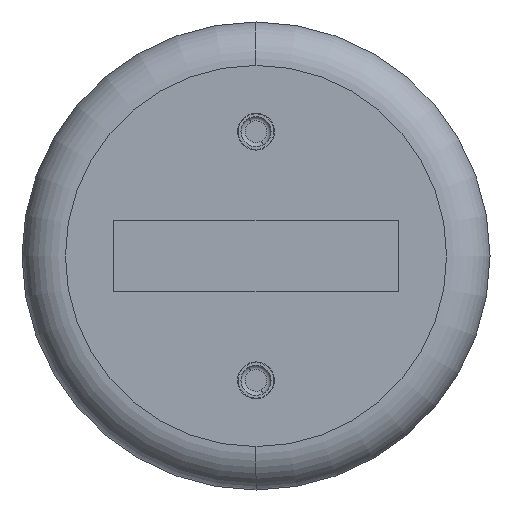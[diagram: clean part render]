
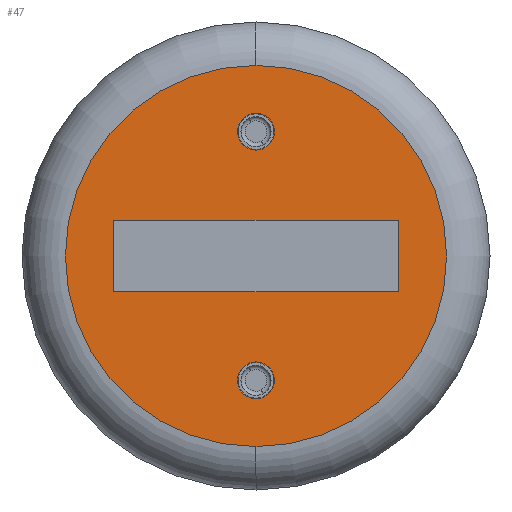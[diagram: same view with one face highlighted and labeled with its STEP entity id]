
A CAD part, left-side view. The second image highlights one B-rep face of the part: STEP entity #47.
In plain terms, the highlighted planar face has unit normal (-1, 0, 0).
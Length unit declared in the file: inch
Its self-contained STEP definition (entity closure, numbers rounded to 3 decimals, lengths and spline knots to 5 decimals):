
#22 = DIRECTION ( 'NONE',  ( 0., 0., -1. ) ) ;
#47 = ADVANCED_FACE ( 'NONE', ( #2552, #3732, #354 ), #4361, .F. ) ;
#284 = EDGE_CURVE ( 'NONE', #1889, #879, #1148, .T. ) ;
#320 = EDGE_CURVE ( 'NONE', #4446, #2682, #3990, .T. ) ;
#354 = FACE_OUTER_BOUND ( 'NONE', #4622, .T. ) ;
#368 = CARTESIAN_POINT ( 'NONE',  ( -0.8515, 0., -0.67032 ) ) ;
#595 = DIRECTION ( 'NONE',  ( 0., 0., -1. ) ) ;
#879 = VERTEX_POINT ( 'NONE', #5653 ) ;
#907 = EDGE_CURVE ( 'NONE', #879, #1889, #5447, .T. ) ;
#1036 = VERTEX_POINT ( 'NONE', #4004 ) ;
#1058 = ORIENTED_EDGE ( 'NONE', *, *, #320, .F. ) ;
#1148 = CIRCLE ( 'NONE', #2571, 0.0625 ) ;
#1200 = DIRECTION ( 'NONE',  ( 0., 0., 1. ) ) ;
#1328 = CARTESIAN_POINT ( 'NONE',  ( -0.8515, 0., 0. ) ) ;
#1333 = CIRCLE ( 'NONE', #2018, 0.0625 ) ;
#1643 = ORIENTED_EDGE ( 'NONE', *, *, #284, .F. ) ;
#1662 = ORIENTED_EDGE ( 'NONE', *, *, #4151, .F. ) ;
#1797 = DIRECTION ( 'NONE',  ( -1., 0., 0. ) ) ;
#1889 = VERTEX_POINT ( 'NONE', #3520 ) ;
#1915 = CARTESIAN_POINT ( 'NONE',  ( -0.8515, 0., 0. ) ) ;
#1957 = DIRECTION ( 'NONE',  ( 0., 0., 1. ) ) ;
#2018 = AXIS2_PLACEMENT_3D ( 'NONE', #4027, #5320, #5332 ) ;
#2090 = DIRECTION ( 'NONE',  ( -1., 0., 0. ) ) ;
#2123 = ORIENTED_EDGE ( 'NONE', *, *, #4728, .F. ) ;
#2162 = EDGE_LOOP ( 'NONE', ( #1662, #2123 ) ) ;
#2325 = CARTESIAN_POINT ( 'NONE',  ( -0.8515, 0., 0.5 ) ) ;
#2326 = ORIENTED_EDGE ( 'NONE', *, *, #5128, .F. ) ;
#2539 = CARTESIAN_POINT ( 'NONE',  ( -0.8515, 0., -0.4375 ) ) ;
#2552 = FACE_BOUND ( 'NONE', #5295, .T. ) ;
#2571 = AXIS2_PLACEMENT_3D ( 'NONE', #2539, #2090, #1200 ) ;
#2682 = VERTEX_POINT ( 'NONE', #368 ) ;
#3218 = VERTEX_POINT ( 'NONE', #2325 ) ;
#3258 = DIRECTION ( 'NONE',  ( -1., 0., 0. ) ) ;
#3520 = CARTESIAN_POINT ( 'NONE',  ( -0.8515, 0., -0.375 ) ) ;
#3732 = FACE_BOUND ( 'NONE', #2162, .T. ) ;
#3990 = CIRCLE ( 'NONE', #5097, 0.67032 ) ;
#4004 = CARTESIAN_POINT ( 'NONE',  ( -0.8515, 0., 0.375 ) ) ;
#4027 = CARTESIAN_POINT ( 'NONE',  ( -0.8515, 0., 0.4375 ) ) ;
#4151 = EDGE_CURVE ( 'NONE', #3218, #1036, #1333, .T. ) ;
#4361 = PLANE ( 'NONE',  #4371 ) ;
#4371 = AXIS2_PLACEMENT_3D ( 'NONE', #5101, #5490, #4614 ) ;
#4445 = CIRCLE ( 'NONE', #4451, 0.0625 ) ;
#4446 = VERTEX_POINT ( 'NONE', #4721 ) ;
#4451 = AXIS2_PLACEMENT_3D ( 'NONE', #5491, #3258, #1957 ) ;
#4457 = DIRECTION ( 'NONE',  ( 0., 0., 1. ) ) ;
#4596 = ORIENTED_EDGE ( 'NONE', *, *, #907, .F. ) ;
#4603 = CIRCLE ( 'NONE', #5678, 0.67032 ) ;
#4614 = DIRECTION ( 'NONE',  ( 0., 0., -1. ) ) ;
#4622 = EDGE_LOOP ( 'NONE', ( #2326, #1058 ) ) ;
#4721 = CARTESIAN_POINT ( 'NONE',  ( -0.8515, 0., 0.67032 ) ) ;
#4728 = EDGE_CURVE ( 'NONE', #1036, #3218, #4445, .T. ) ;
#5097 = AXIS2_PLACEMENT_3D ( 'NONE', #1915, #5412, #595 ) ;
#5101 = CARTESIAN_POINT ( 'NONE',  ( -0.8515, 0., 0. ) ) ;
#5128 = EDGE_CURVE ( 'NONE', #2682, #4446, #4603, .T. ) ;
#5295 = EDGE_LOOP ( 'NONE', ( #1643, #4596 ) ) ;
#5318 = CARTESIAN_POINT ( 'NONE',  ( -0.8515, 0., -0.4375 ) ) ;
#5320 = DIRECTION ( 'NONE',  ( -1., 0., 0. ) ) ;
#5332 = DIRECTION ( 'NONE',  ( 0., 0., 1. ) ) ;
#5346 = AXIS2_PLACEMENT_3D ( 'NONE', #5318, #1797, #4457 ) ;
#5412 = DIRECTION ( 'NONE',  ( 1., 0., 0. ) ) ;
#5447 = CIRCLE ( 'NONE', #5346, 0.0625 ) ;
#5456 = DIRECTION ( 'NONE',  ( 1., 0., 0. ) ) ;
#5490 = DIRECTION ( 'NONE',  ( 1., 0., 0. ) ) ;
#5491 = CARTESIAN_POINT ( 'NONE',  ( -0.8515, 0., 0.4375 ) ) ;
#5653 = CARTESIAN_POINT ( 'NONE',  ( -0.8515, 0., -0.5 ) ) ;
#5678 = AXIS2_PLACEMENT_3D ( 'NONE', #1328, #5456, #22 ) ;
